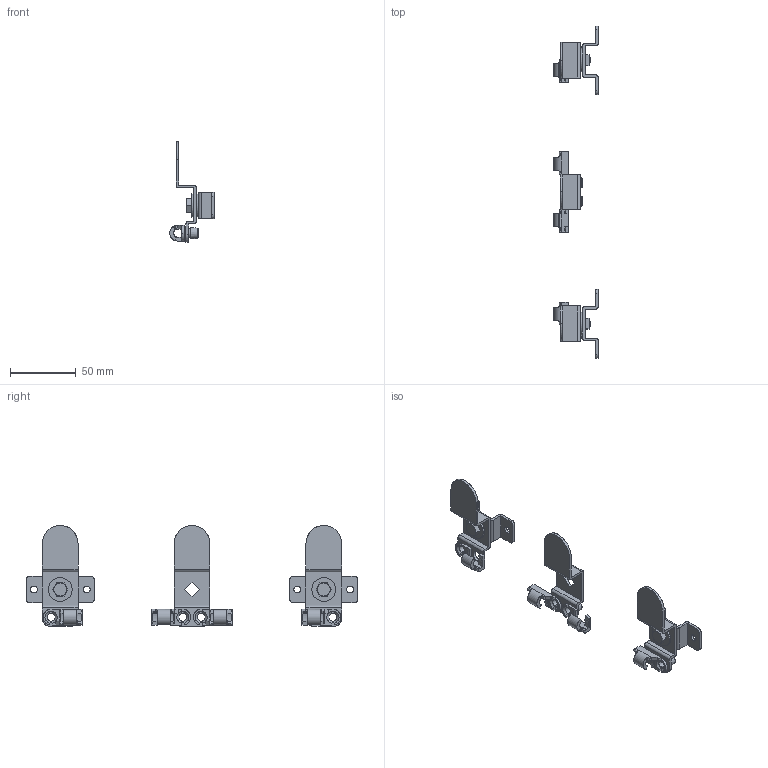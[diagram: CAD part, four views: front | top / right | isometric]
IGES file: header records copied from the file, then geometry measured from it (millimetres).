
Start section: SolidWorks IGES file using analytic representation for surfaces
Global section: file name: AC-25-SA-2.IGS,15; native system: HSolidWorks 2011; preprocessor: SolidWorks 2011; author: 1337yo; date: 110927.110854; units: millimetre
Bounding box: 33.75 x 252 x 76.5 mm (x, y, z)
Surface area: 31638 mm2 (no closed solid volume)
Topology: 0 solids, 0 shells, 467 faces, 6562 edges, 6562 vertices
Faces by surface type: bspline 259, revolution 208
